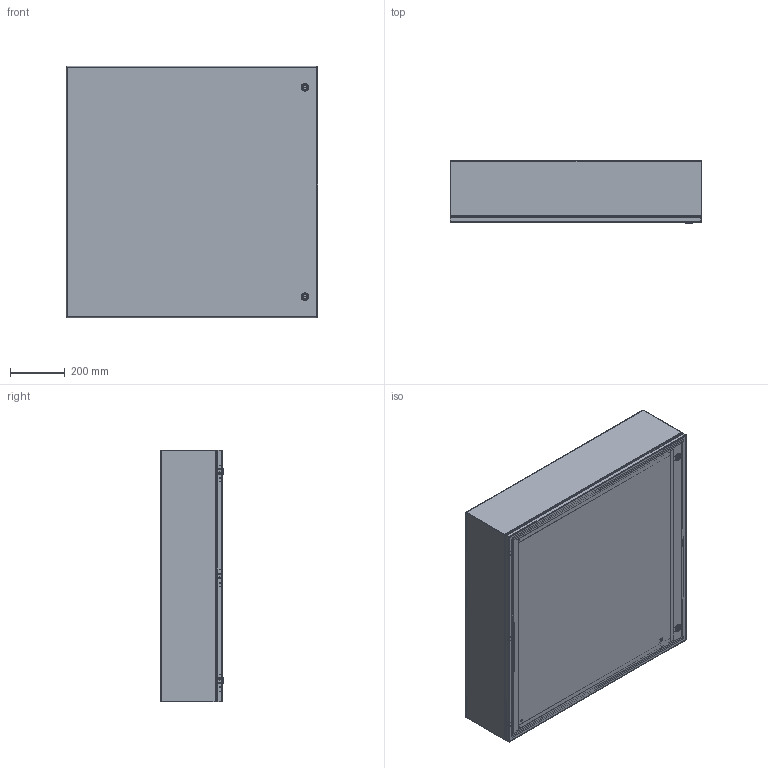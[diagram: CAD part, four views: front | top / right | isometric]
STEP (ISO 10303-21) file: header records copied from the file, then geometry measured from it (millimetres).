
FILE_DESCRIPTION (( 'STEP AP203' ), '1' );
FILE_NAME ('EN4SD36368LG_Default.step', '2019-11-14T21:01:55', ( '' ), ( '' ), 'SwSTEP 2.0', 'SolidWorks 2019', '' );
FILE_SCHEMA (( 'CONFIG_CONTROL_DESIGN' ));
Length unit declared in the file: inch
Products named in the file (1): EN4SD36368LG_Default
Bounding box: 914.4 x 228.52 x 914.4 mm (x, y, z)
Volume: 5141675.7 mm3; surface area: 5725669.3 mm2
Topology: 41 solids, 42 shells, 1184 faces, 2810 edges, 1743 vertices
Faces by surface type: plane 555, cylinder 394, bspline 175, torus 38, cone 22
Entity records: 39879 total; most frequent: CARTESIAN_POINT 13366, ORIENTED_EDGE 5566, DIRECTION 5341, EDGE_CURVE 2783, AXIS2_PLACEMENT_3D 1865, VERTEX_POINT 1743, LINE 1611, VECTOR 1611
